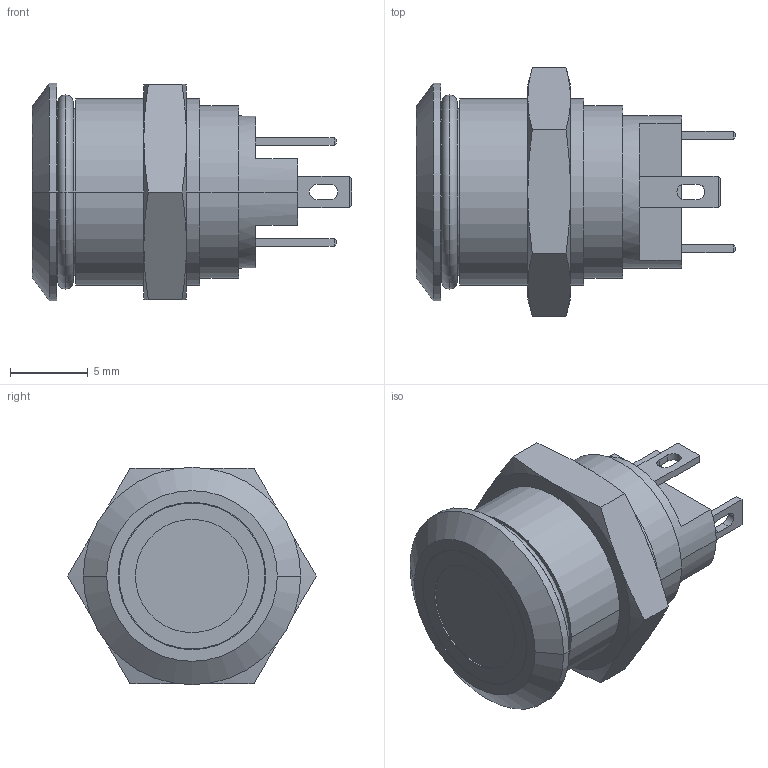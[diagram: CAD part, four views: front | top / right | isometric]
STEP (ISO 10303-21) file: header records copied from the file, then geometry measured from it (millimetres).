
FILE_DESCRIPTION(('STEP AP214'),'1');
FILE_NAME('mav0120-1d2.stp','2019-02-14T09:22:24',('TraceParts'),('TraceParts S.A.'),'Spatial InterOp 3D',' ',' ');
FILE_SCHEMA(('automotive_design'));
Length unit declared in the file: millimetre
Products named in the file (1): mav0120-1d2
Bounding box: 20.6 x 16 x 14 mm (x, y, z)
Volume: 1840.5 mm3; surface area: 1202.7 mm2
Topology: 1 solids, 1 shells, 117 faces, 272 edges, 170 vertices
Faces by surface type: plane 66, cylinder 33, cone 14, torus 4
Entity records: 3455 total; most frequent: CARTESIAN_POINT 728, DIRECTION 574, ORIENTED_EDGE 544, EDGE_CURVE 272, AXIS2_PLACEMENT_3D 208, VERTEX_POINT 170, LINE 158, VECTOR 158
